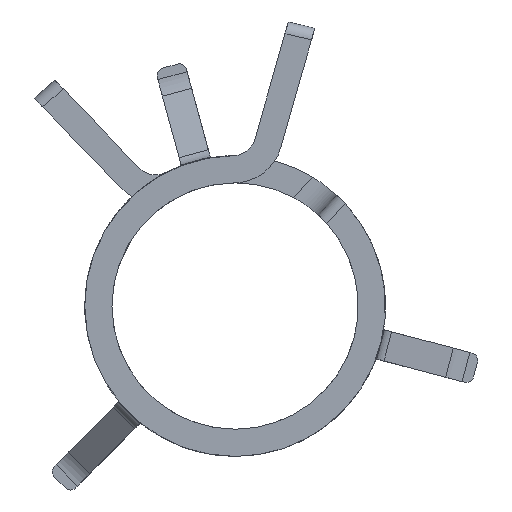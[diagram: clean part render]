
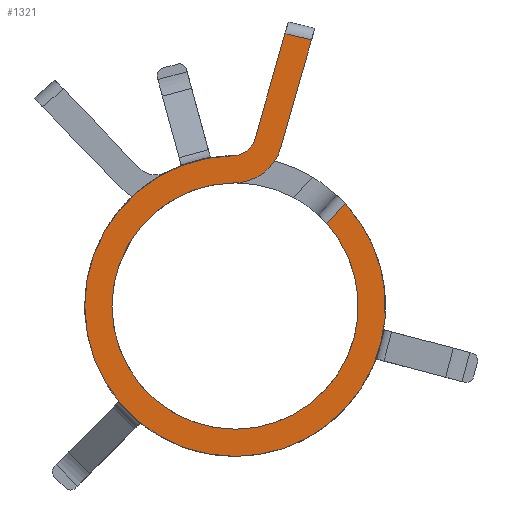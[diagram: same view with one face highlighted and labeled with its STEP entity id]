
A CAD part, left-side view. The second image highlights one B-rep face of the part: STEP entity #1321.
In plain terms, the highlighted planar face has unit normal (-1, 0, 0).
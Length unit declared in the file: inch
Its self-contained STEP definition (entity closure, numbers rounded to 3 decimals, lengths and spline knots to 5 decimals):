
#361 = ORIENTED_EDGE ( 'NONE', *, *, #1112, .T. ) ;
#696 = VERTEX_POINT ( 'NONE', #2353 ) ;
#697 = ORIENTED_EDGE ( 'NONE', *, *, #904, .T. ) ;
#700 = ORIENTED_EDGE ( 'NONE', *, *, #703, .T. ) ;
#701 = VERTEX_POINT ( 'NONE', #2359 ) ;
#702 = ORIENTED_EDGE ( 'NONE', *, *, #1326, .T. ) ;
#703 = EDGE_CURVE ( 'NONE', #1325, #782, #2395, .T. ) ;
#705 = EDGE_CURVE ( 'NONE', #902, #1324, #2396, .T. ) ;
#706 = ORIENTED_EDGE ( 'NONE', *, *, #736, .F. ) ;
#736 = EDGE_CURVE ( 'NONE', #741, #871, #2295, .T. ) ;
#741 = VERTEX_POINT ( 'NONE', #2156 ) ;
#782 = VERTEX_POINT ( 'NONE', #2624 ) ;
#784 = EDGE_CURVE ( 'NONE', #871, #782, #2717, .T. ) ;
#871 = VERTEX_POINT ( 'NONE', #2815 ) ;
#902 = VERTEX_POINT ( 'NONE', #2947 ) ;
#904 = EDGE_CURVE ( 'NONE', #905, #902, #2961, .T. ) ;
#905 = VERTEX_POINT ( 'NONE', #2764 ) ;
#1112 = EDGE_CURVE ( 'NONE', #741, #905, #3095, .T. ) ;
#1297 = ORIENTED_EDGE ( 'NONE', *, *, #1323, .T. ) ;
#1300 = EDGE_LOOP ( 'NONE', ( #1297, #1322, #702, #700, #1357, #706, #361, #697, #1334, #1338 ) ) ;
#1305 = EDGE_CURVE ( 'NONE', #701, #1327, #3468, .T. ) ;
#1321 = ADVANCED_FACE ( 'NONE', ( #3512 ), #3521, .F. ) ;
#1322 = ORIENTED_EDGE ( 'NONE', *, *, #1305, .T. ) ;
#1323 = EDGE_CURVE ( 'NONE', #696, #701, #3497, .T. ) ;
#1324 = VERTEX_POINT ( 'NONE', #3534 ) ;
#1325 = VERTEX_POINT ( 'NONE', #3530 ) ;
#1326 = EDGE_CURVE ( 'NONE', #1327, #1325, #3514, .T. ) ;
#1327 = VERTEX_POINT ( 'NONE', #3493 ) ;
#1334 = ORIENTED_EDGE ( 'NONE', *, *, #705, .T. ) ;
#1335 = EDGE_CURVE ( 'NONE', #1324, #696, #3442, .T. ) ;
#1338 = ORIENTED_EDGE ( 'NONE', *, *, #1335, .T. ) ;
#1357 = ORIENTED_EDGE ( 'NONE', *, *, #784, .F. ) ;
#2156 = CARTESIAN_POINT ( 'NONE',  ( 0., -0.0729, 0.06772 ) ) ;
#2285 = DIRECTION ( 'NONE',  ( 0., 0., -1. ) ) ;
#2286 = DIRECTION ( 'NONE',  ( 1., 0., 0. ) ) ;
#2287 = CARTESIAN_POINT ( 'NONE',  ( 0., 0., 0. ) ) ;
#2295 = CIRCLE ( 'NONE', #2298, 0.0995 ) ;
#2298 = AXIS2_PLACEMENT_3D ( 'NONE', #2287, #2286, #2285 ) ;
#2353 = CARTESIAN_POINT ( 'NONE',  ( 0., -0.03019, 0.10473 ) ) ;
#2359 = CARTESIAN_POINT ( 'NONE',  ( 0., -0.05052, 0.1761 ) ) ;
#2376 = DIRECTION ( 'NONE',  ( 0., 0., -1. ) ) ;
#2377 = DIRECTION ( 'NONE',  ( 1., 0., 0. ) ) ;
#2378 = CARTESIAN_POINT ( 'NONE',  ( 0., 0., 0. ) ) ;
#2379 = DIRECTION ( 'NONE',  ( 0., 0., -1. ) ) ;
#2380 = DIRECTION ( 'NONE',  ( 1., 0., 0. ) ) ;
#2381 = CARTESIAN_POINT ( 'NONE',  ( 0., 0.00134, 0.11449 ) ) ;
#2382 = AXIS2_PLACEMENT_3D ( 'NONE', #2381, #2380, #2379 ) ;
#2384 = AXIS2_PLACEMENT_3D ( 'NONE', #2378, #2377, #2376 ) ;
#2395 = CIRCLE ( 'NONE', #2382, 0.015 ) ;
#2396 = CIRCLE ( 'NONE', #2384, 0.0815 ) ;
#2624 = CARTESIAN_POINT ( 'NONE',  ( 0., 0.00116, 0.09949 ) ) ;
#2711 = DIRECTION ( 'NONE',  ( 0., 0., -1. ) ) ;
#2712 = DIRECTION ( 'NONE',  ( 1., 0., 0. ) ) ;
#2713 = AXIS2_PLACEMENT_3D ( 'NONE', #2716, #2712, #2711 ) ;
#2716 = CARTESIAN_POINT ( 'NONE',  ( 0., 0., 0. ) ) ;
#2717 = CIRCLE ( 'NONE', #2713, 0.0995 ) ;
#2761 = DIRECTION ( 'NONE',  ( 0., 0., -1. ) ) ;
#2762 = DIRECTION ( 'NONE',  ( 1., 0., 0. ) ) ;
#2763 = CARTESIAN_POINT ( 'NONE',  ( 0., 0., 0. ) ) ;
#2764 = CARTESIAN_POINT ( 'NONE',  ( 0., -0.06069, 0.05439 ) ) ;
#2815 = CARTESIAN_POINT ( 'NONE',  ( 0., 0., -0.0995 ) ) ;
#2947 = CARTESIAN_POINT ( 'NONE',  ( 0., 0., -0.0815 ) ) ;
#2948 = AXIS2_PLACEMENT_3D ( 'NONE', #2763, #2762, #2761 ) ;
#2961 = CIRCLE ( 'NONE', #2948, 0.0815 ) ;
#3095 = LINE ( 'NONE', #3099, #3098 ) ;
#3097 = DIRECTION ( 'NONE',  ( 0., 0.676, -0.737 ) ) ;
#3098 = VECTOR ( 'NONE', #3097, 39.37008 ) ;
#3099 = CARTESIAN_POINT ( 'NONE',  ( 0., -0.06096, 0.05468 ) ) ;
#3442 = CIRCLE ( 'NONE', #3479, 0.032 ) ;
#3467 = CARTESIAN_POINT ( 'NONE',  ( 0., -0.03334, 0.18016 ) ) ;
#3468 = LINE ( 'NONE', #3467, #3484 ) ;
#3470 = DIRECTION ( 'NONE',  ( 0., 0.973, 0.23 ) ) ;
#3471 = DIRECTION ( 'NONE',  ( 0., 0., -1. ) ) ;
#3472 = CARTESIAN_POINT ( 'NONE',  ( 0., 0.00058, 0.1135 ) ) ;
#3478 = DIRECTION ( 'NONE',  ( -1., 0., 0. ) ) ;
#3479 = AXIS2_PLACEMENT_3D ( 'NONE', #3472, #3478, #3471 ) ;
#3484 = VECTOR ( 'NONE', #3470, 39.37008 ) ;
#3493 = CARTESIAN_POINT ( 'NONE',  ( 0., -0.03299, 0.18025 ) ) ;
#3496 = CARTESIAN_POINT ( 'NONE',  ( 0., -0.05249, 0.18302 ) ) ;
#3497 = LINE ( 'NONE', #3496, #3532 ) ;
#3499 = DIRECTION ( 'NONE',  ( 1., 0., 0. ) ) ;
#3504 = DIRECTION ( 'NONE',  ( 0., 0.274, -0.962 ) ) ;
#3505 = VECTOR ( 'NONE', #3504, 39.37008 ) ;
#3512 = FACE_OUTER_BOUND ( 'NONE', #1300, .T. ) ;
#3513 = CARTESIAN_POINT ( 'NONE',  ( 0., -0.03518, 0.18795 ) ) ;
#3514 = LINE ( 'NONE', #3513, #3505 ) ;
#3515 = CARTESIAN_POINT ( 'NONE',  ( 0., 0., 0. ) ) ;
#3516 = DIRECTION ( 'NONE',  ( 0., 0., -1. ) ) ;
#3519 = AXIS2_PLACEMENT_3D ( 'NONE', #3515, #3499, #3516 ) ;
#3521 = PLANE ( 'NONE',  #3519 ) ;
#3530 = CARTESIAN_POINT ( 'NONE',  ( 0., -0.01309, 0.11038 ) ) ;
#3531 = DIRECTION ( 'NONE',  ( 0., -0.274, 0.962 ) ) ;
#3532 = VECTOR ( 'NONE', #3531, 39.37008 ) ;
#3534 = CARTESIAN_POINT ( 'NONE',  ( 0., 0.00042, 0.0815 ) ) ;
